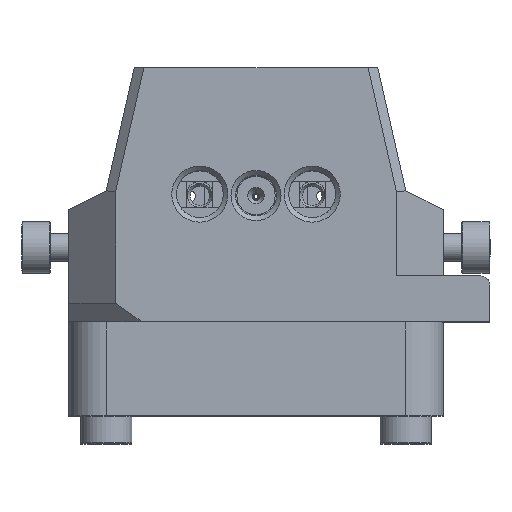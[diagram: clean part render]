
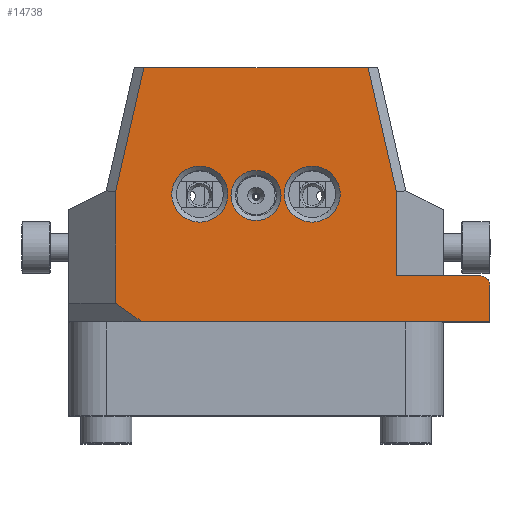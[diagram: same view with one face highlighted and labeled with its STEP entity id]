
A CAD part, top view. The second image highlights one B-rep face of the part: STEP entity #14738.
In plain terms, the highlighted face is planar.
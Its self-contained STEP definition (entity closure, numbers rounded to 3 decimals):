
#1323=FACE_BOUND('',#3057,.T.);
#1324=FACE_BOUND('',#3058,.T.);
#1325=FACE_BOUND('',#3059,.T.);
#1602=PLANE('',#16322);
#2151=FACE_OUTER_BOUND('',#3056,.T.);
#3056=EDGE_LOOP('',(#11935,#11936,#11937,#11938,#11939,#11940,#11941,#11942,
#11943,#11944));
#3057=EDGE_LOOP('',(#11945));
#3058=EDGE_LOOP('',(#11946));
#3059=EDGE_LOOP('',(#11947));
#4166=LINE('',#22998,#5143);
#4176=LINE('',#23051,#5153);
#4187=LINE('',#23072,#5164);
#4191=LINE('',#23080,#5168);
#4223=LINE('',#23217,#5200);
#4273=LINE('',#23661,#5250);
#4274=LINE('',#23663,#5251);
#4275=LINE('',#23665,#5252);
#4276=LINE('',#23666,#5253);
#5143=VECTOR('',#19131,1000.);
#5153=VECTOR('',#19147,1000.);
#5164=VECTOR('',#19160,1000.);
#5168=VECTOR('',#19166,1000.);
#5200=VECTOR('',#19210,1000.);
#5250=VECTOR('',#19292,1000.);
#5251=VECTOR('',#19293,1000.);
#5252=VECTOR('',#19294,1000.);
#5253=VECTOR('',#19295,1000.);
#5762=CIRCLE('',#16323,1.);
#5763=CIRCLE('',#16324,3.);
#5764=CIRCLE('',#16325,2.675);
#5765=CIRCLE('',#16326,3.);
#6728=VERTEX_POINT('',#22995);
#6729=VERTEX_POINT('',#22997);
#6744=VERTEX_POINT('',#23049);
#6745=VERTEX_POINT('',#23050);
#6754=VERTEX_POINT('',#23070);
#6757=VERTEX_POINT('',#23079);
#6793=VERTEX_POINT('',#23214);
#6794=VERTEX_POINT('',#23216);
#6817=VERTEX_POINT('',#23662);
#6818=VERTEX_POINT('',#23664);
#6819=VERTEX_POINT('',#23667);
#6820=VERTEX_POINT('',#23669);
#6821=VERTEX_POINT('',#23671);
#8560=EDGE_CURVE('',#6729,#6728,#4166,.T.);
#8576=EDGE_CURVE('',#6744,#6745,#4176,.T.);
#8587=EDGE_CURVE('',#6728,#6754,#4187,.T.);
#8591=EDGE_CURVE('',#6745,#6757,#4191,.T.);
#8631=EDGE_CURVE('',#6793,#6794,#4223,.T.);
#8692=EDGE_CURVE('',#6754,#6744,#5762,.F.);
#8693=EDGE_CURVE('',#6757,#6794,#4273,.T.);
#8694=EDGE_CURVE('',#6793,#6817,#4274,.T.);
#8695=EDGE_CURVE('',#6817,#6818,#4275,.T.);
#8696=EDGE_CURVE('',#6818,#6729,#4276,.T.);
#8697=EDGE_CURVE('',#6819,#6819,#5763,.T.);
#8698=EDGE_CURVE('',#6820,#6820,#5764,.T.);
#8699=EDGE_CURVE('',#6821,#6821,#5765,.T.);
#11935=ORIENTED_EDGE('',*,*,#8587,.T.);
#11936=ORIENTED_EDGE('',*,*,#8692,.T.);
#11937=ORIENTED_EDGE('',*,*,#8576,.T.);
#11938=ORIENTED_EDGE('',*,*,#8591,.T.);
#11939=ORIENTED_EDGE('',*,*,#8693,.T.);
#11940=ORIENTED_EDGE('',*,*,#8631,.F.);
#11941=ORIENTED_EDGE('',*,*,#8694,.T.);
#11942=ORIENTED_EDGE('',*,*,#8695,.T.);
#11943=ORIENTED_EDGE('',*,*,#8696,.T.);
#11944=ORIENTED_EDGE('',*,*,#8560,.T.);
#11945=ORIENTED_EDGE('',*,*,#8697,.T.);
#11946=ORIENTED_EDGE('',*,*,#8698,.T.);
#11947=ORIENTED_EDGE('',*,*,#8699,.T.);
#14738=ADVANCED_FACE('',(#2151,#1323,#1324,#1325),#1602,.F.);
#16322=AXIS2_PLACEMENT_3D('',#23659,#19288,#19289);
#16323=AXIS2_PLACEMENT_3D('',#23660,#19290,#19291);
#16324=AXIS2_PLACEMENT_3D('',#23668,#19296,#19297);
#16325=AXIS2_PLACEMENT_3D('',#23670,#19298,#19299);
#16326=AXIS2_PLACEMENT_3D('',#23672,#19300,#19301);
#19131=DIRECTION('',(1.,0.,0.));
#19147=DIRECTION('',(-1.,0.,0.));
#19160=DIRECTION('',(0.,-1.,0.));
#19166=DIRECTION('',(0.,-1.,0.));
#19210=DIRECTION('',(1.,0.,0.));
#19288=DIRECTION('center_axis',(0.,0.,
1.));
#19289=DIRECTION('ref_axis',(1.,0.,0.));
#19290=DIRECTION('center_axis',(0.,0.,
1.));
#19291=DIRECTION('ref_axis',(-1.,0.,0.));
#19292=DIRECTION('',(-0.222,-0.975,0.));
#19293=DIRECTION('',(-0.222,0.975,0.));
#19294=DIRECTION('',(0.,1.,0.));
#19295=DIRECTION('',(0.816,0.577,0.));
#19296=DIRECTION('center_axis',(0.,0.,
1.));
#19297=DIRECTION('ref_axis',(-1.,0.,0.));
#19298=DIRECTION('center_axis',(0.,0.,
1.));
#19299=DIRECTION('ref_axis',(-1.,0.,0.));
#19300=DIRECTION('center_axis',(0.,0.,
1.));
#19301=DIRECTION('ref_axis',(-1.,0.,0.));
#22995=CARTESIAN_POINT('',(75.,-44.974,-64.8));
#22997=CARTESIAN_POINT('',(37.828,-44.974,-64.8));
#22998=CARTESIAN_POINT('',(39.6,-44.974,-64.8));
#23049=CARTESIAN_POINT('',(74.,-49.874,-64.8));
#23050=CARTESIAN_POINT('',(65.,-49.874,-64.8));
#23051=CARTESIAN_POINT('',(75.,-49.874,-64.8));
#23070=CARTESIAN_POINT('',(75.,-48.874,-64.8));
#23072=CARTESIAN_POINT('',(75.,-47.424,-64.8));
#23079=CARTESIAN_POINT('',(65.,-58.861,-64.8));
#23080=CARTESIAN_POINT('',(65.,-58.599,-64.8));
#23214=CARTESIAN_POINT('',(38.026,-72.124,-64.8));
#23216=CARTESIAN_POINT('',(61.974,-72.124,-64.8));
#23217=CARTESIAN_POINT('',(50.,-72.124,-64.8));
#23659=CARTESIAN_POINT('Origin',(50.95,-58.599,-64.8));
#23660=CARTESIAN_POINT('Origin',(74.,-48.874,-64.8));
#23661=CARTESIAN_POINT('',(64.362,-61.659,-64.8));
#23662=CARTESIAN_POINT('',(35.,-58.861,-64.8));
#23663=CARTESIAN_POINT('',(35.732,-62.071,-64.8));
#23664=CARTESIAN_POINT('',(35.,-46.974,-64.8));
#23665=CARTESIAN_POINT('',(35.,-58.599,-64.8));
#23666=CARTESIAN_POINT('',(22.086,-56.106,-64.8));
#23667=CARTESIAN_POINT('',(41.,-58.624,-64.8));
#23668=CARTESIAN_POINT('Origin',(44.,-58.624,-64.8));
#23669=CARTESIAN_POINT('',(47.325,-58.474,-64.8));
#23670=CARTESIAN_POINT('Origin',(50.,-58.474,-64.8));
#23671=CARTESIAN_POINT('',(53.,-58.624,-64.8));
#23672=CARTESIAN_POINT('Origin',(56.,-58.624,-64.8));
